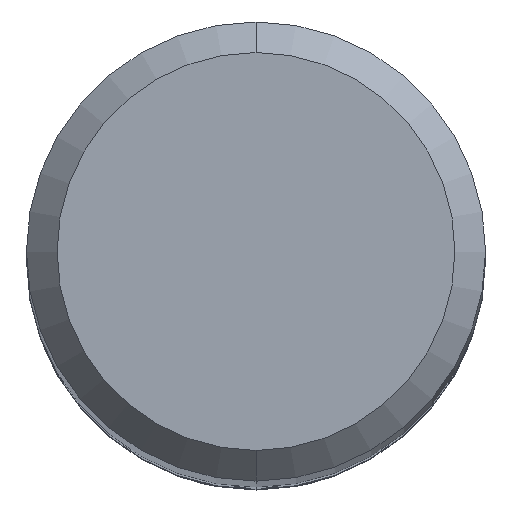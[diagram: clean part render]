
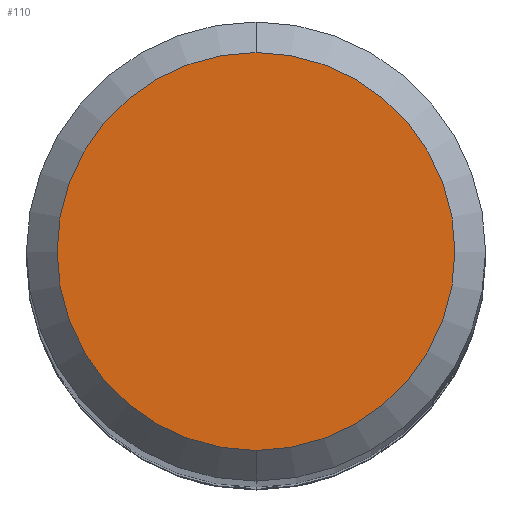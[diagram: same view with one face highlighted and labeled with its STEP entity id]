
A CAD part, top view. The second image highlights one B-rep face of the part: STEP entity #110.
In plain terms, the highlighted planar face has unit normal (0, 0, 1).
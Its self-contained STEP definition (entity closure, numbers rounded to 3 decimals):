
#110=ADVANCED_FACE('',(#272),#273,.T.);
#142=EDGE_CURVE('',#144,#162,#306,.T.);
#144=VERTEX_POINT('',#308);
#162=VERTEX_POINT('',#330);
#226=EDGE_CURVE('',#162,#144,#407,.T.);
#272=FACE_OUTER_BOUND('',#448,.T.);
#273=PLANE('',#449);
#306=CIRCLE('',#501,2.6);
#308=CARTESIAN_POINT('',(0.0,2.6,0.0));
#330=CARTESIAN_POINT('',(0.,-2.6,0.0));
#407=CIRCLE('',#617,2.6);
#448=EDGE_LOOP('',(#652,#653));
#449=AXIS2_PLACEMENT_3D('',#654,#655,#656);
#501=AXIS2_PLACEMENT_3D('',#694,#695,#696);
#617=AXIS2_PLACEMENT_3D('',#828,#829,#830);
#652=ORIENTED_EDGE('',*,*,#142,.F.);
#653=ORIENTED_EDGE('',*,*,#226,.F.);
#654=CARTESIAN_POINT('',(0.0,1.3,0.0));
#655=DIRECTION('',(-0.0,0.0,1.0));
#656=DIRECTION('',(0.0,-1.0,0.0));
#694=CARTESIAN_POINT('',(0.0,0.0,0.0));
#695=DIRECTION('',(0.0,0.0,-1.0));
#696=DIRECTION('',(0.0,1.0,0.0));
#828=CARTESIAN_POINT('',(0.0,0.0,0.0));
#829=DIRECTION('',(0.0,0.0,-1.0));
#830=DIRECTION('',(0.0,1.0,0.0));
